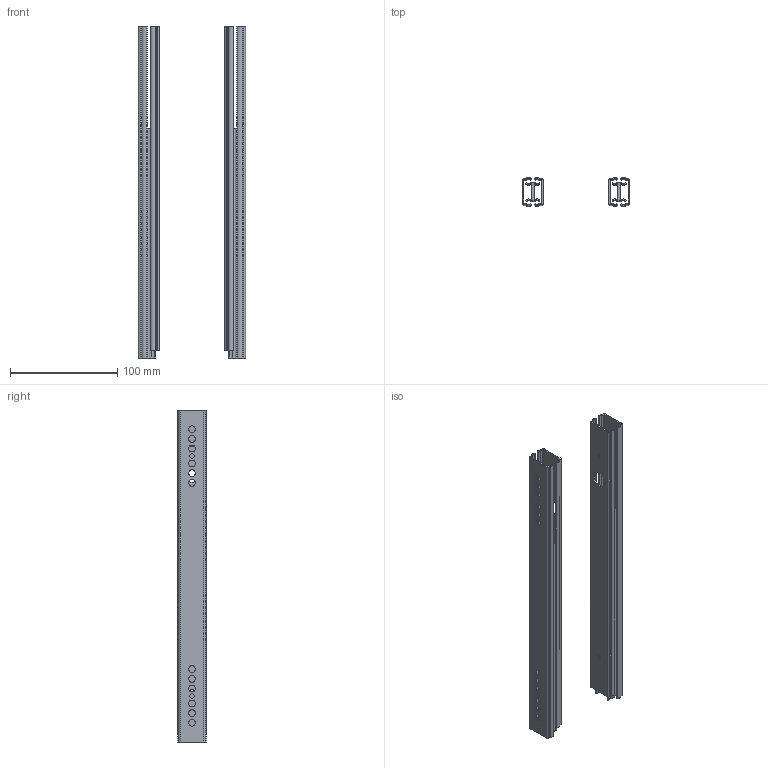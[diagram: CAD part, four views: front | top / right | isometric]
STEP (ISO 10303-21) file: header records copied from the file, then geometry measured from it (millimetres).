
FILE_DESCRIPTION( ( 'STEP AP214' ), '1' );
FILE_NAME( 'K1568.03031000.stp', '2020-12-15T11:00:35', ( 'License CC BY-ND 4.0' ), ( 'CADENAS' ), ' ', 'PARTsolutions', ' ' );
FILE_SCHEMA( ( 'AUTOMOTIVE_DESIGN { 1 0 10303 214 1 1 1 1 }' ) );
Length unit declared in the file: millimetre
Products named in the file (4): K1568.03031000; _k1568_schiene2; _k1568_schiene12; _k1568_auszug2
Assembly tree (6 placements, depth 2):
  K1568.03031000
    _k1568_schiene2  x2
    _k1568_schiene12  x2
    _k1568_auszug2  x2
Bounding box: 100 x 26.73 x 310 mm (x, y, z)
Volume: 81824.4 mm3; surface area: 131708.5 mm2
Topology: 6 solids, 6 shells, 266 faces, 822 edges, 568 vertices
Faces by surface type: cylinder 146, plane 120
Full cylindrical faces by diameter (mm): 4 x2, 4.2 x6, 6.4 x56, 15 x2
Entity records: 5526 total; most frequent: DIRECTION 774, CARTESIAN_POINT 742, ORIENTED_EDGE 696, EDGE_CURVE 348, AXIS2_PLACEMENT_3D 286, VERTEX_POINT 254, EDGE_LOOP 232, LINE 202
